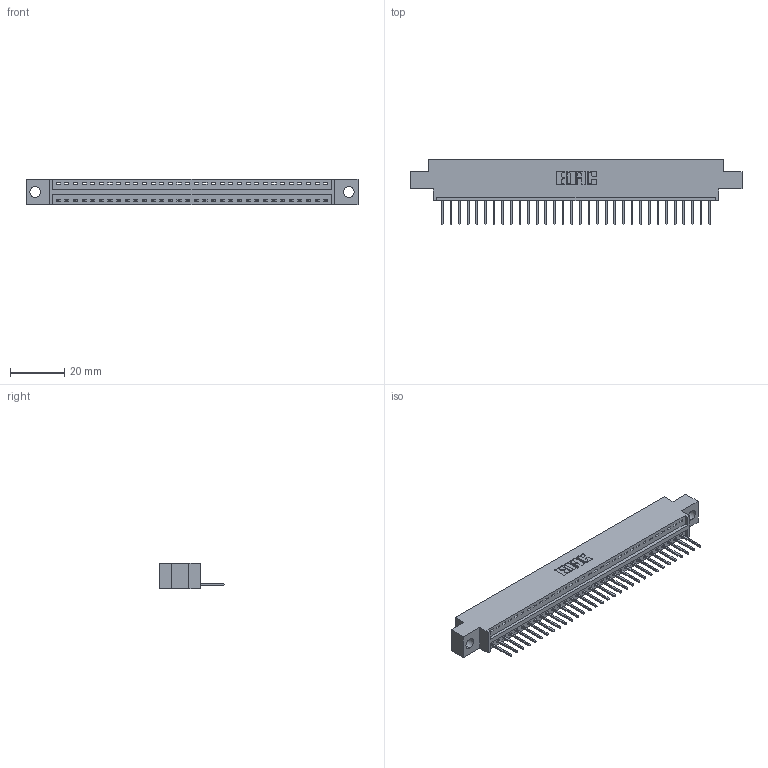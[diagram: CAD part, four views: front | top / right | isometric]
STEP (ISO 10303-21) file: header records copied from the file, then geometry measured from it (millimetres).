
FILE_DESCRIPTION (( 'STEP AP203' ), '1' );
FILE_NAME ('346-032-526-604.STEP', '2022-05-06T18:22:22', ( '' ), ( '' ), 'SwSTEP 2.0', 'SolidWorks 2020', '' );
FILE_SCHEMA (( 'CONFIG_CONTROL_DESIGN' ));
Length unit declared in the file: inch
Products named in the file (3): 346 Part_0.170 Offset - 0.156 Dia-TH; 346-032-526-604; 345-292-001_345-293-126
Assembly tree (33 placements, depth 2):
  346-032-526-604
    346 Part_0.170 Offset - 0.156 Dia-TH
    345-292-001_345-293-126  x32
Bounding box: 122.17 x 24.13 x 9.4 mm (x, y, z)
Volume: 11339.8 mm3; surface area: 14031.8 mm2
Topology: 33 solids, 33 shells, 1996 faces, 6009 edges, 3962 vertices
Faces by surface type: plane 1374, cylinder 622
Entity records: 21775 total; most frequent: CARTESIAN_POINT 3746, ORIENTED_EDGE 3710, DIRECTION 3315, EDGE_CURVE 1855, LINE 1595, VECTOR 1595, VERTEX_POINT 1234, AXIS2_PLACEMENT_3D 860
